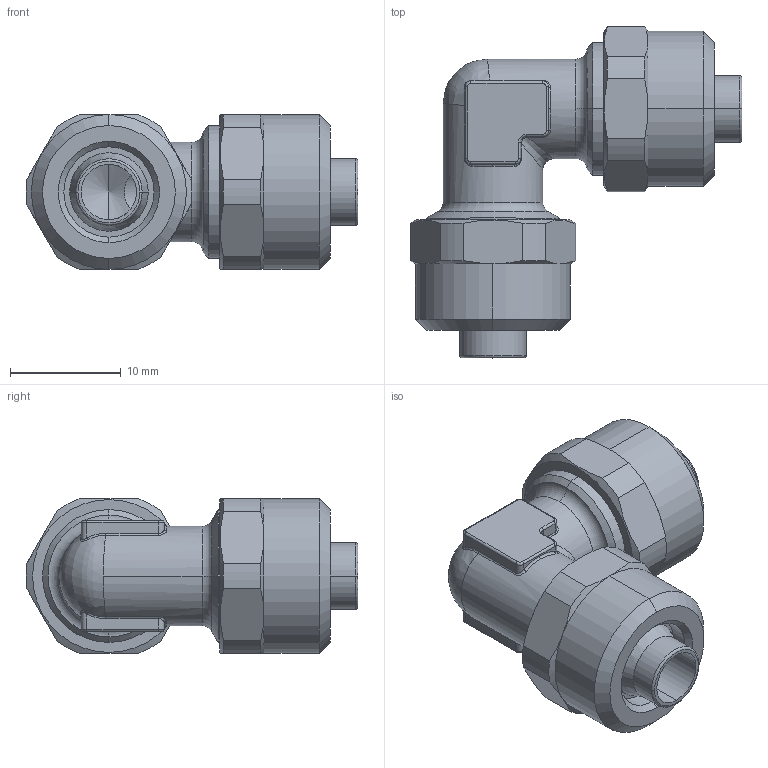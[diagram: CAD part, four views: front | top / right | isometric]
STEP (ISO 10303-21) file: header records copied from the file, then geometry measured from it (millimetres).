
FILE_DESCRIPTION(( 'MC.18.08.08.STEP' ), '1');
FILE_NAME( 'MC.18.08.08.STEP', '2019-06-20T09:00:49',( 'Sopra'),('sopra-pneumatic.com'), 'SwSTEP 2.0','SolidWorks 2009','' );
FILE_SCHEMA (( 'CONFIG_CONTROL_DESIGN' ));
Length unit declared in the file: millimetre
Products named in the file (1): 02080040
Bounding box: 29.99 x 29.99 x 14 mm (x, y, z)
Volume: 3734.5 mm3; surface area: 2843.1 mm2
Topology: 1 solids, 1 shells, 190 faces, 441 edges, 257 vertices
Faces by surface type: cylinder 74, cone 34, plane 34, torus 26, bspline 22
Entity records: 6068 total; most frequent: CARTESIAN_POINT 1823, DIRECTION 892, ORIENTED_EDGE 878, EDGE_CURVE 439, AXIS2_PLACEMENT_3D 376, VERTEX_POINT 257, CIRCLE 207, EDGE_LOOP 198
